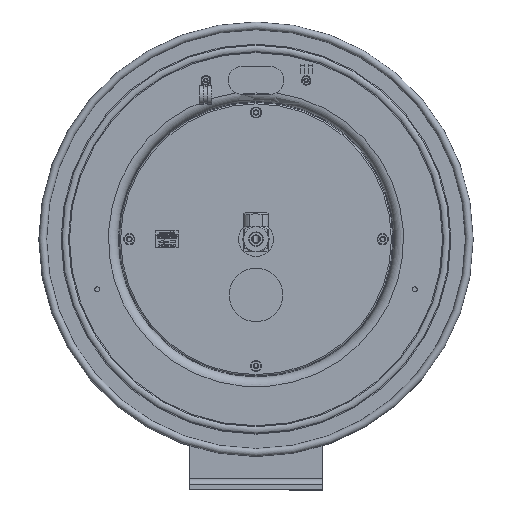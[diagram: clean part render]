
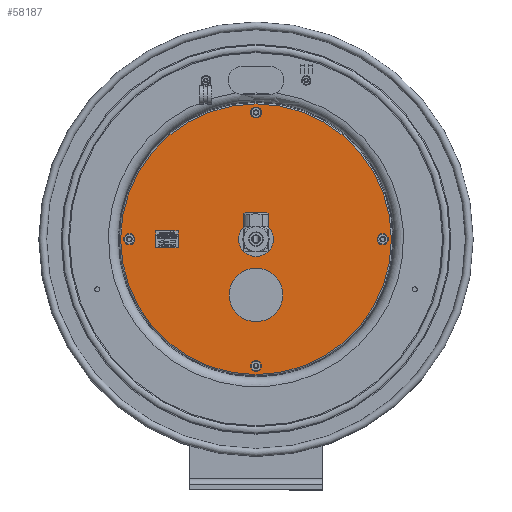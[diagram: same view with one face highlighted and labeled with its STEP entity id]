
A CAD part, top view. The second image highlights one B-rep face of the part: STEP entity #58187.
In plain terms, the highlighted planar face has unit normal (0, 0, 1).
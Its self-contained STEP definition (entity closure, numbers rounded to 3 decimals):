
#3143=FACE_BOUND('',#7997,.T.);
#3144=FACE_BOUND('',#7998,.T.);
#3145=FACE_BOUND('',#7999,.T.);
#3146=FACE_BOUND('',#8000,.T.);
#3147=FACE_BOUND('',#8001,.T.);
#3843=CIRCLE('',#60943,6.078);
#3844=CIRCLE('',#60944,0.655);
#3845=CIRCLE('',#60945,0.14);
#3846=CIRCLE('',#60946,0.14);
#3847=CIRCLE('',#60947,0.14);
#3848=CIRCLE('',#60948,0.14);
#5933=FACE_OUTER_BOUND('',#7996,.T.);
#7996=EDGE_LOOP('',(#42217));
#7997=EDGE_LOOP('',(#42218));
#7998=EDGE_LOOP('',(#42219));
#7999=EDGE_LOOP('',(#42220));
#8000=EDGE_LOOP('',(#42221));
#8001=EDGE_LOOP('',(#42222));
#22689=VERTEX_POINT('',#78728);
#22690=VERTEX_POINT('',#78730);
#22691=VERTEX_POINT('',#78732);
#22692=VERTEX_POINT('',#78734);
#22693=VERTEX_POINT('',#78736);
#22694=VERTEX_POINT('',#78738);
#31238=EDGE_CURVE('',#22689,#22689,#3843,.T.);
#31239=EDGE_CURVE('',#22690,#22690,#3844,.T.);
#31240=EDGE_CURVE('',#22691,#22691,#3845,.T.);
#31241=EDGE_CURVE('',#22692,#22692,#3846,.T.);
#31242=EDGE_CURVE('',#22693,#22693,#3847,.T.);
#31243=EDGE_CURVE('',#22694,#22694,#3848,.T.);
#42217=ORIENTED_EDGE('',*,*,#31238,.F.);
#42218=ORIENTED_EDGE('',*,*,#31239,.T.);
#42219=ORIENTED_EDGE('',*,*,#31240,.T.);
#42220=ORIENTED_EDGE('',*,*,#31241,.T.);
#42221=ORIENTED_EDGE('',*,*,#31242,.T.);
#42222=ORIENTED_EDGE('',*,*,#31243,.T.);
#54927=PLANE('',#60942);
#58187=ADVANCED_FACE('',(#5933,#3143,#3144,#3145,#3146,#3147),#54927,.T.);
#60942=AXIS2_PLACEMENT_3D('',#78727,#65429,#65430);
#60943=AXIS2_PLACEMENT_3D('',#78729,#65431,#65432);
#60944=AXIS2_PLACEMENT_3D('',#78731,#65433,#65434);
#60945=AXIS2_PLACEMENT_3D('',#78733,#65435,#65436);
#60946=AXIS2_PLACEMENT_3D('',#78735,#65437,#65438);
#60947=AXIS2_PLACEMENT_3D('',#78737,#65439,#65440);
#60948=AXIS2_PLACEMENT_3D('',#78739,#65441,#65442);
#65429=DIRECTION('center_axis',(0.,0.,
1.));
#65430=DIRECTION('ref_axis',(1.,0.,0.));
#65431=DIRECTION('center_axis',(0.,0.,
-1.));
#65432=DIRECTION('ref_axis',(1.,0.,0.));
#65433=DIRECTION('center_axis',(0.,0.,
-1.));
#65434=DIRECTION('ref_axis',(-1.,0.,0.));
#65435=DIRECTION('center_axis',(0.,0.,
-1.));
#65436=DIRECTION('ref_axis',(1.,0.,0.));
#65437=DIRECTION('center_axis',(0.,0.,
-1.));
#65438=DIRECTION('ref_axis',(1.,0.,0.));
#65439=DIRECTION('center_axis',(0.,0.,
-1.));
#65440=DIRECTION('ref_axis',(1.,0.,0.));
#65441=DIRECTION('center_axis',(0.,0.,
-1.));
#65442=DIRECTION('ref_axis',(1.,0.,0.));
#78727=CARTESIAN_POINT('Origin',(0.,11.252,
4.894));
#78728=CARTESIAN_POINT('',(-6.077,11.252,4.894));
#78729=CARTESIAN_POINT('Origin',(0.,11.252,
4.894));
#78730=CARTESIAN_POINT('',(0.655,11.252,4.894));
#78731=CARTESIAN_POINT('Origin',(0.,11.252,
4.894));
#78732=CARTESIAN_POINT('',(5.828,11.252,4.894));
#78733=CARTESIAN_POINT('Origin',(5.688,11.252,4.894));
#78734=CARTESIAN_POINT('',(-5.547,11.252,4.894));
#78735=CARTESIAN_POINT('Origin',(-5.687,11.252,4.894));
#78736=CARTESIAN_POINT('',(0.14,16.939,4.894));
#78737=CARTESIAN_POINT('Origin',(0.,16.939,
4.894));
#78738=CARTESIAN_POINT('',(0.14,5.564,4.894));
#78739=CARTESIAN_POINT('Origin',(0.,5.564,4.894));
